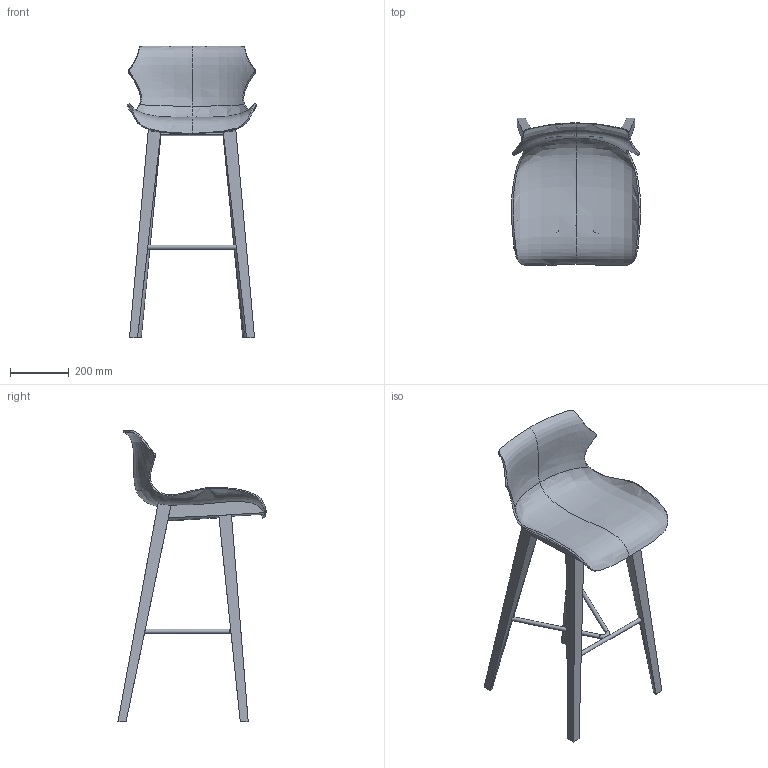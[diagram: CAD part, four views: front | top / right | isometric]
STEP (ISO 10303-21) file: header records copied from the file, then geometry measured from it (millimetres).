
FILE_DESCRIPTION(/* description */ (''),/* implementation_level */ '2;1');
FILE_NAME(/* name */ 'Petal_CB-293_3D',/* time_stamp */ '2023-10-06T12:19:19+02:00',/* author */ (''),/* organization */ (''),/* preprocessor_version */ 'ST-DEVELOPER v16.5',/* originating_system */ 'Rhino 7.31',/* authorisation */ '');
FILE_SCHEMA (('AUTOMOTIVE_DESIGN'));
Length unit declared in the file: centimetre
Products named in the file (2): Document; Petal_CB-293
Assembly tree (1 placements, depth 2):
  Document
    Petal_CB-293
Bounding box: 440.73 x 503.38 x 991.71 mm (x, y, z)
Volume: 8125783.2 mm3; surface area: 1281561.7 mm2
Topology: 11 solids, 11 shells, 130 faces, 286 edges, 184 vertices
Faces by surface type: plane 70, bspline 37, cylinder 23
Full cylindrical faces by diameter (mm): 4.166 x2, 14 x7, 52.4 x4, 57.15 x4
Entity records: 109723 total; most frequent: CARTESIAN_POINT 107560, ORIENTED_EDGE 568, EDGE_CURVE 284, B_SPLINE_CURVE_WITH_KNOTS 246, VERTEX_POINT 184, EDGE_LOOP 138, ADVANCED_FACE 130, FACE_OUTER_BOUND 130
